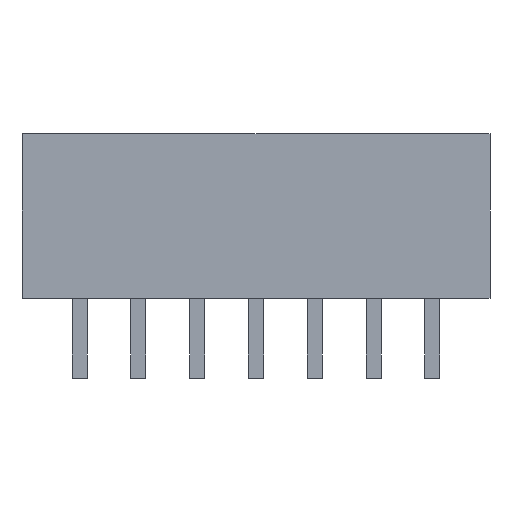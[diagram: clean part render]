
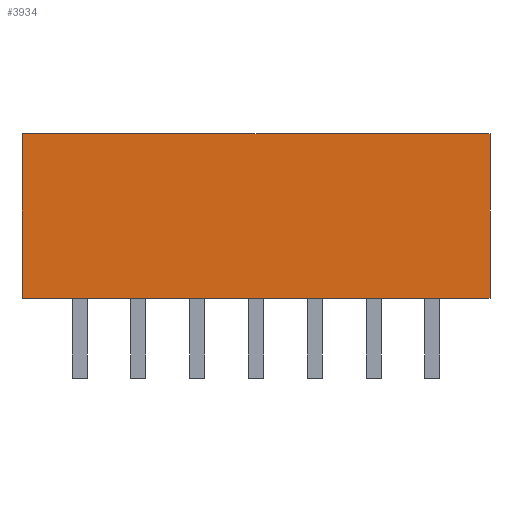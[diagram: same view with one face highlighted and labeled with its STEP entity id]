
A CAD part, front view. The second image highlights one B-rep face of the part: STEP entity #3934.
In plain terms, the highlighted planar face has unit normal (0, -1, 0).
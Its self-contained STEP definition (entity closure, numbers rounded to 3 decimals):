
#1518 = PLANE('',#1519);
#1519 = AXIS2_PLACEMENT_3D('',#1520,#1521,#1522);
#1520 = CARTESIAN_POINT('',(-2.45,0.55,7.));
#1521 = DIRECTION('',(0.,0.,-1.));
#1522 = DIRECTION('',(0.,-1.,0.));
#1678 = PLANE('',#1679);
#1679 = AXIS2_PLACEMENT_3D('',#1680,#1681,#1682);
#1680 = CARTESIAN_POINT('',(-2.45,2.375,7.));
#1681 = DIRECTION('',(1.,0.,0.));
#1682 = DIRECTION('',(0.,1.,0.));
#1807 = PLANE('',#1808);
#1808 = AXIS2_PLACEMENT_3D('',#1809,#1810,#1811);
#1809 = CARTESIAN_POINT('',(17.45,2.375,7.));
#1810 = DIRECTION('',(1.,0.,0.));
#1811 = DIRECTION('',(0.,1.,0.));
#3075 = VERTEX_POINT('',#3076);
#3076 = CARTESIAN_POINT('',(-2.45,-3.375,7.));
#3097 = EDGE_CURVE('',#3075,#3098,#3100,.T.);
#3098 = VERTEX_POINT('',#3099);
#3099 = CARTESIAN_POINT('',(17.45,-3.375,7.));
#3100 = SURFACE_CURVE('',#3101,(#3105,#3112),.PCURVE_S1.);
#3101 = LINE('',#3102,#3103);
#3102 = CARTESIAN_POINT('',(-2.45,-3.375,7.));
#3103 = VECTOR('',#3104,1.);
#3104 = DIRECTION('',(1.,0.,0.));
#3105 = PCURVE('',#1518,#3106);
#3106 = DEFINITIONAL_REPRESENTATION('',(#3107),#3111);
#3107 = LINE('',#3108,#3109);
#3108 = CARTESIAN_POINT('',(3.925,0.));
#3109 = VECTOR('',#3110,1.);
#3110 = DIRECTION('',(0.,-1.));
#3111 = ( GEOMETRIC_REPRESENTATION_CONTEXT(2) 
PARAMETRIC_REPRESENTATION_CONTEXT() REPRESENTATION_CONTEXT('2D SPACE',''
  ) );
#3112 = PCURVE('',#3113,#3118);
#3113 = PLANE('',#3114);
#3114 = AXIS2_PLACEMENT_3D('',#3115,#3116,#3117);
#3115 = CARTESIAN_POINT('',(-2.45,-3.375,0.));
#3116 = DIRECTION('',(0.,1.,0.));
#3117 = DIRECTION('',(-1.,0.,0.));
#3118 = DEFINITIONAL_REPRESENTATION('',(#3119),#3123);
#3119 = LINE('',#3120,#3121);
#3120 = CARTESIAN_POINT('',(0.,7.));
#3121 = VECTOR('',#3122,1.);
#3122 = DIRECTION('',(-1.,0.));
#3123 = ( GEOMETRIC_REPRESENTATION_CONTEXT(2) 
PARAMETRIC_REPRESENTATION_CONTEXT() REPRESENTATION_CONTEXT('2D SPACE',''
  ) );
#3246 = EDGE_CURVE('',#3247,#3098,#3249,.T.);
#3247 = VERTEX_POINT('',#3248);
#3248 = CARTESIAN_POINT('',(17.45,-3.375,0.));
#3249 = SURFACE_CURVE('',#3250,(#3254,#3261),.PCURVE_S1.);
#3250 = LINE('',#3251,#3252);
#3251 = CARTESIAN_POINT('',(17.45,-3.375,0.));
#3252 = VECTOR('',#3253,1.);
#3253 = DIRECTION('',(0.,0.,1.));
#3254 = PCURVE('',#1807,#3255);
#3255 = DEFINITIONAL_REPRESENTATION('',(#3256),#3260);
#3256 = LINE('',#3257,#3258);
#3257 = CARTESIAN_POINT('',(-5.75,-7.));
#3258 = VECTOR('',#3259,1.);
#3259 = DIRECTION('',(0.,1.));
#3260 = ( GEOMETRIC_REPRESENTATION_CONTEXT(2) 
PARAMETRIC_REPRESENTATION_CONTEXT() REPRESENTATION_CONTEXT('2D SPACE',''
  ) );
#3261 = PCURVE('',#3113,#3262);
#3262 = DEFINITIONAL_REPRESENTATION('',(#3263),#3267);
#3263 = LINE('',#3264,#3265);
#3264 = CARTESIAN_POINT('',(-19.9,0.));
#3265 = VECTOR('',#3266,1.);
#3266 = DIRECTION('',(0.,1.));
#3267 = ( GEOMETRIC_REPRESENTATION_CONTEXT(2) 
PARAMETRIC_REPRESENTATION_CONTEXT() REPRESENTATION_CONTEXT('2D SPACE',''
  ) );
#3283 = PLANE('',#3284);
#3284 = AXIS2_PLACEMENT_3D('',#3285,#3286,#3287);
#3285 = CARTESIAN_POINT('',(-2.45,2.375,0.));
#3286 = DIRECTION('',(0.,0.,1.));
#3287 = DIRECTION('',(0.,1.,0.));
#3466 = VERTEX_POINT('',#3467);
#3467 = CARTESIAN_POINT('',(-2.45,-3.375,0.));
#3488 = EDGE_CURVE('',#3466,#3075,#3489,.T.);
#3489 = SURFACE_CURVE('',#3490,(#3494,#3501),.PCURVE_S1.);
#3490 = LINE('',#3491,#3492);
#3491 = CARTESIAN_POINT('',(-2.45,-3.375,0.));
#3492 = VECTOR('',#3493,1.);
#3493 = DIRECTION('',(0.,0.,1.));
#3494 = PCURVE('',#1678,#3495);
#3495 = DEFINITIONAL_REPRESENTATION('',(#3496),#3500);
#3496 = LINE('',#3497,#3498);
#3497 = CARTESIAN_POINT('',(-5.75,-7.));
#3498 = VECTOR('',#3499,1.);
#3499 = DIRECTION('',(0.,1.));
#3500 = ( GEOMETRIC_REPRESENTATION_CONTEXT(2) 
PARAMETRIC_REPRESENTATION_CONTEXT() REPRESENTATION_CONTEXT('2D SPACE',''
  ) );
#3501 = PCURVE('',#3113,#3502);
#3502 = DEFINITIONAL_REPRESENTATION('',(#3503),#3507);
#3503 = LINE('',#3504,#3505);
#3504 = CARTESIAN_POINT('',(0.,0.));
#3505 = VECTOR('',#3506,1.);
#3506 = DIRECTION('',(0.,1.));
#3507 = ( GEOMETRIC_REPRESENTATION_CONTEXT(2) 
PARAMETRIC_REPRESENTATION_CONTEXT() REPRESENTATION_CONTEXT('2D SPACE',''
  ) );
#3934 = ADVANCED_FACE('',(#3935),#3113,.F.);
#3935 = FACE_BOUND('',#3936,.T.);
#3936 = EDGE_LOOP('',(#3937,#3938,#3939,#3940));
#3937 = ORIENTED_EDGE('',*,*,#3246,.T.);
#3938 = ORIENTED_EDGE('',*,*,#3097,.F.);
#3939 = ORIENTED_EDGE('',*,*,#3488,.F.);
#3940 = ORIENTED_EDGE('',*,*,#3941,.T.);
#3941 = EDGE_CURVE('',#3466,#3247,#3942,.T.);
#3942 = SURFACE_CURVE('',#3943,(#3947,#3954),.PCURVE_S1.);
#3943 = LINE('',#3944,#3945);
#3944 = CARTESIAN_POINT('',(-2.45,-3.375,0.));
#3945 = VECTOR('',#3946,1.);
#3946 = DIRECTION('',(1.,0.,0.));
#3947 = PCURVE('',#3113,#3948);
#3948 = DEFINITIONAL_REPRESENTATION('',(#3949),#3953);
#3949 = LINE('',#3950,#3951);
#3950 = CARTESIAN_POINT('',(0.,0.));
#3951 = VECTOR('',#3952,1.);
#3952 = DIRECTION('',(-1.,0.));
#3953 = ( GEOMETRIC_REPRESENTATION_CONTEXT(2) 
PARAMETRIC_REPRESENTATION_CONTEXT() REPRESENTATION_CONTEXT('2D SPACE',''
  ) );
#3954 = PCURVE('',#3283,#3955);
#3955 = DEFINITIONAL_REPRESENTATION('',(#3956),#3960);
#3956 = LINE('',#3957,#3958);
#3957 = CARTESIAN_POINT('',(-5.75,0.));
#3958 = VECTOR('',#3959,1.);
#3959 = DIRECTION('',(0.,-1.));
#3960 = ( GEOMETRIC_REPRESENTATION_CONTEXT(2) 
PARAMETRIC_REPRESENTATION_CONTEXT() REPRESENTATION_CONTEXT('2D SPACE',''
  ) );
